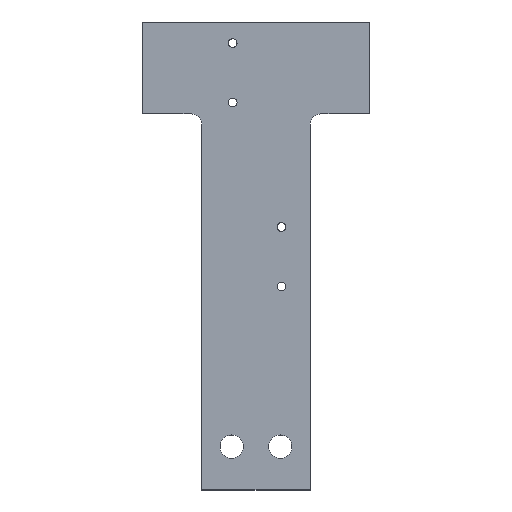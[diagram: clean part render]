
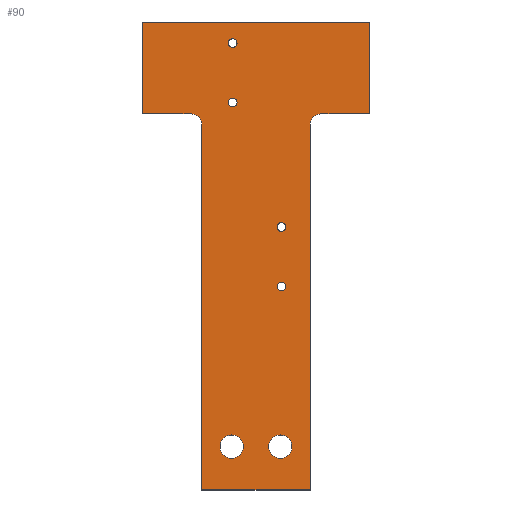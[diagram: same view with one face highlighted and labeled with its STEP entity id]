
A CAD part, top view. The second image highlights one B-rep face of the part: STEP entity #90.
In plain terms, the highlighted planar face has unit normal (0, 0, 1).
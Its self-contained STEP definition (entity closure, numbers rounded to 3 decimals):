
#47=FACE_BOUND('',#143,.T.);
#48=FACE_BOUND('',#144,.T.);
#49=FACE_BOUND('',#145,.T.);
#50=FACE_BOUND('',#146,.T.);
#51=FACE_BOUND('',#147,.T.);
#52=FACE_BOUND('',#148,.T.);
#53=FACE_BOUND('',#149,.T.);
#75=CIRCLE('',#464,0.8);
#76=CIRCLE('',#465,0.8);
#77=CIRCLE('',#466,0.8);
#78=CIRCLE('',#467,0.8);
#79=CIRCLE('',#468,2.15);
#80=CIRCLE('',#469,2.15);
#81=CIRCLE('',#470,2.);
#82=CIRCLE('',#471,2.);
#90=ADVANCED_FACE('',(#47,#48,#49,#50,#51,#52,#53),#112,.T.);
#112=PLANE('',#472);
#143=EDGE_LOOP('',(#212));
#144=EDGE_LOOP('',(#213));
#145=EDGE_LOOP('',(#214));
#146=EDGE_LOOP('',(#215));
#147=EDGE_LOOP('',(#216));
#148=EDGE_LOOP('',(#217));
#149=EDGE_LOOP('',(#218,#219,#220,#221,#222,#223,#224,#225,#226,#227));
#212=ORIENTED_EDGE('',*,*,#354,.T.);
#213=ORIENTED_EDGE('',*,*,#355,.T.);
#214=ORIENTED_EDGE('',*,*,#356,.T.);
#215=ORIENTED_EDGE('',*,*,#357,.T.);
#216=ORIENTED_EDGE('',*,*,#358,.T.);
#217=ORIENTED_EDGE('',*,*,#359,.T.);
#218=ORIENTED_EDGE('',*,*,#360,.T.);
#219=ORIENTED_EDGE('',*,*,#361,.T.);
#220=ORIENTED_EDGE('',*,*,#362,.T.);
#221=ORIENTED_EDGE('',*,*,#363,.T.);
#222=ORIENTED_EDGE('',*,*,#364,.T.);
#223=ORIENTED_EDGE('',*,*,#343,.T.);
#224=ORIENTED_EDGE('',*,*,#353,.T.);
#225=ORIENTED_EDGE('',*,*,#349,.T.);
#226=ORIENTED_EDGE('',*,*,#365,.T.);
#227=ORIENTED_EDGE('',*,*,#366,.T.);
#302=VERTEX_POINT('',#651);
#303=VERTEX_POINT('',#653);
#305=VERTEX_POINT('',#661);
#306=VERTEX_POINT('',#663);
#308=VERTEX_POINT('',#672);
#309=VERTEX_POINT('',#674);
#310=VERTEX_POINT('',#676);
#311=VERTEX_POINT('',#678);
#312=VERTEX_POINT('',#680);
#313=VERTEX_POINT('',#682);
#314=VERTEX_POINT('',#684);
#315=VERTEX_POINT('',#685);
#316=VERTEX_POINT('',#687);
#317=VERTEX_POINT('',#689);
#318=VERTEX_POINT('',#691);
#319=VERTEX_POINT('',#694);
#343=EDGE_CURVE('',#303,#302,#391,.T.);
#349=EDGE_CURVE('',#306,#305,#397,.T.);
#353=EDGE_CURVE('',#302,#306,#401,.T.);
#354=EDGE_CURVE('',#308,#308,#75,.T.);
#355=EDGE_CURVE('',#309,#309,#76,.T.);
#356=EDGE_CURVE('',#310,#310,#77,.T.);
#357=EDGE_CURVE('',#311,#311,#78,.T.);
#358=EDGE_CURVE('',#312,#312,#79,.T.);
#359=EDGE_CURVE('',#313,#313,#80,.T.);
#360=EDGE_CURVE('',#314,#315,#402,.T.);
#361=EDGE_CURVE('',#315,#316,#403,.T.);
#362=EDGE_CURVE('',#316,#317,#404,.T.);
#363=EDGE_CURVE('',#317,#318,#405,.T.);
#364=EDGE_CURVE('',#318,#303,#81,.T.);
#365=EDGE_CURVE('',#305,#319,#82,.T.);
#366=EDGE_CURVE('',#319,#314,#406,.T.);
#391=LINE('',#652,#429);
#397=LINE('',#662,#435);
#401=LINE('',#669,#439);
#402=LINE('',#683,#440);
#403=LINE('',#686,#441);
#404=LINE('',#688,#442);
#405=LINE('',#690,#443);
#406=LINE('',#695,#444);
#429=VECTOR('',#524,1.);
#435=VECTOR('',#532,1.);
#439=VECTOR('',#538,1.);
#440=VECTOR('',#553,1.);
#441=VECTOR('',#554,1.);
#442=VECTOR('',#555,1.);
#443=VECTOR('',#556,1.);
#444=VECTOR('',#561,1.);
#464=AXIS2_PLACEMENT_3D('',#671,#541,#542);
#465=AXIS2_PLACEMENT_3D('',#673,#543,#544);
#466=AXIS2_PLACEMENT_3D('',#675,#545,#546);
#467=AXIS2_PLACEMENT_3D('',#677,#547,#548);
#468=AXIS2_PLACEMENT_3D('',#679,#549,#550);
#469=AXIS2_PLACEMENT_3D('',#681,#551,#552);
#470=AXIS2_PLACEMENT_3D('',#692,#557,#558);
#471=AXIS2_PLACEMENT_3D('',#693,#559,#560);
#472=AXIS2_PLACEMENT_3D('',#696,#562,#563);
#524=DIRECTION('',(0.,-1.,0.));
#532=DIRECTION('',(0.,1.,0.));
#538=DIRECTION('',(1.,0.,0.));
#541=DIRECTION('',(0.,0.,-1.));
#542=DIRECTION('',(-1.,0.,0.));
#543=DIRECTION('',(0.,0.,-1.));
#544=DIRECTION('',(-1.,0.,0.));
#545=DIRECTION('',(0.,0.,-1.));
#546=DIRECTION('',(-1.,0.,0.));
#547=DIRECTION('',(0.,0.,-1.));
#548=DIRECTION('',(-1.,0.,0.));
#549=DIRECTION('',(0.,0.,-1.));
#550=DIRECTION('',(-1.,0.,0.));
#551=DIRECTION('',(0.,0.,-1.));
#552=DIRECTION('',(-1.,0.,0.));
#553=DIRECTION('',(0.,1.,0.));
#554=DIRECTION('',(-1.,0.,0.));
#555=DIRECTION('',(0.,-1.,0.));
#556=DIRECTION('',(1.,0.,0.));
#557=DIRECTION('',(0.,0.,-1.));
#558=DIRECTION('',(1.,0.,0.));
#559=DIRECTION('',(0.,0.,-1.));
#560=DIRECTION('',(1.,0.,0.));
#561=DIRECTION('',(1.,0.,0.));
#562=DIRECTION('',(0.,0.,1.));
#563=DIRECTION('',(1.,0.,0.));
#651=CARTESIAN_POINT('',(0.,0.,11.7));
#652=CARTESIAN_POINT('',(0.,74.51,11.7));
#653=CARTESIAN_POINT('',(0.,67.51,11.7));
#661=CARTESIAN_POINT('',(20.,67.51,11.7));
#662=CARTESIAN_POINT('',(20.,0.,11.7));
#663=CARTESIAN_POINT('',(20.,0.,11.7));
#669=CARTESIAN_POINT('',(0.,0.,11.7));
#671=CARTESIAN_POINT('',(14.691,48.61,11.7));
#672=CARTESIAN_POINT('',(13.891,48.61,11.7));
#673=CARTESIAN_POINT('',(14.691,37.61,11.7));
#674=CARTESIAN_POINT('',(13.891,37.61,11.7));
#675=CARTESIAN_POINT('',(5.691,82.61,11.7));
#676=CARTESIAN_POINT('',(4.891,82.61,11.7));
#677=CARTESIAN_POINT('',(5.691,71.61,11.7));
#678=CARTESIAN_POINT('',(4.891,71.61,11.7));
#679=CARTESIAN_POINT('',(14.5,8.005,11.7));
#680=CARTESIAN_POINT('',(12.35,8.005,11.7));
#681=CARTESIAN_POINT('',(5.5,8.005,11.7));
#682=CARTESIAN_POINT('',(3.35,8.005,11.7));
#683=CARTESIAN_POINT('',(31.,69.51,11.7));
#684=CARTESIAN_POINT('',(31.,69.51,11.7));
#685=CARTESIAN_POINT('',(31.,86.51,11.7));
#686=CARTESIAN_POINT('',(31.,86.51,11.7));
#687=CARTESIAN_POINT('',(-11.,86.51,11.7));
#688=CARTESIAN_POINT('',(-11.,74.51,11.7));
#689=CARTESIAN_POINT('',(-11.,69.51,11.7));
#690=CARTESIAN_POINT('',(-11.,69.51,11.7));
#691=CARTESIAN_POINT('',(-2.,69.51,11.7));
#692=CARTESIAN_POINT('',(-2.,67.51,11.7));
#693=CARTESIAN_POINT('',(22.,67.51,11.7));
#694=CARTESIAN_POINT('',(22.,69.51,11.7));
#695=CARTESIAN_POINT('',(20.,69.51,11.7));
#696=CARTESIAN_POINT('',(0.,0.,11.7));
